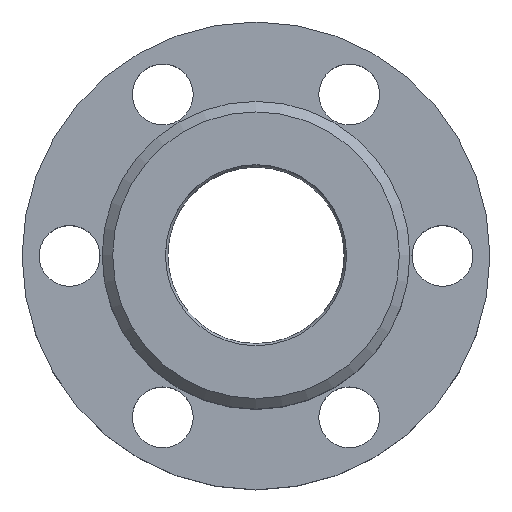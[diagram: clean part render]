
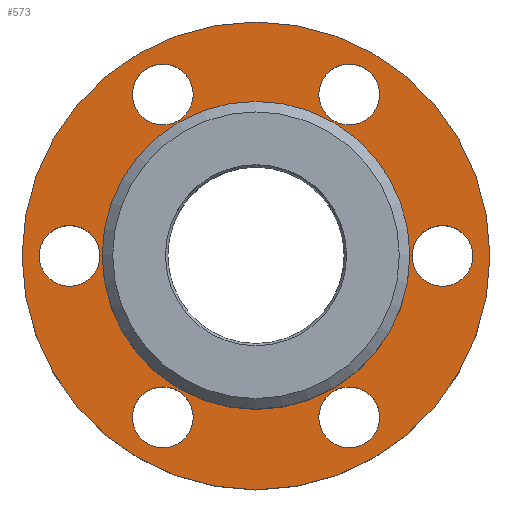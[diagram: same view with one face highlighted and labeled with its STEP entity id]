
A CAD part, top view. The second image highlights one B-rep face of the part: STEP entity #573.
In plain terms, the highlighted planar face has unit normal (0, 0, 1).
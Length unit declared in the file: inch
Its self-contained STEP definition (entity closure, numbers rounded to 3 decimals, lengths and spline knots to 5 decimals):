
#30=PLANE('',#661);
#57=FACE_BOUND('',#171,.T.);
#58=FACE_BOUND('',#172,.T.);
#59=FACE_BOUND('',#173,.T.);
#60=FACE_BOUND('',#174,.T.);
#61=FACE_BOUND('',#175,.T.);
#62=FACE_BOUND('',#176,.T.);
#63=FACE_BOUND('',#177,.T.);
#107=FACE_OUTER_BOUND('',#170,.T.);
#170=EDGE_LOOP('',(#423));
#171=EDGE_LOOP('',(#424));
#172=EDGE_LOOP('',(#425));
#173=EDGE_LOOP('',(#426));
#174=EDGE_LOOP('',(#427));
#175=EDGE_LOOP('',(#428));
#176=EDGE_LOOP('',(#429));
#177=EDGE_LOOP('',(#430));
#258=CIRCLE('',#662,0.665);
#259=CIRCLE('',#663,0.0865);
#260=CIRCLE('',#664,0.0865);
#261=CIRCLE('',#665,0.0865);
#262=CIRCLE('',#666,0.0865);
#263=CIRCLE('',#667,0.0865);
#264=CIRCLE('',#668,0.0865);
#265=CIRCLE('',#669,0.3775);
#309=VERTEX_POINT('',#970);
#310=VERTEX_POINT('',#972);
#311=VERTEX_POINT('',#974);
#312=VERTEX_POINT('',#976);
#313=VERTEX_POINT('',#978);
#314=VERTEX_POINT('',#980);
#315=VERTEX_POINT('',#982);
#316=VERTEX_POINT('',#984);
#360=EDGE_CURVE('',#309,#309,#258,.T.);
#361=EDGE_CURVE('',#310,#310,#259,.T.);
#362=EDGE_CURVE('',#311,#311,#260,.T.);
#363=EDGE_CURVE('',#312,#312,#261,.T.);
#364=EDGE_CURVE('',#313,#313,#262,.T.);
#365=EDGE_CURVE('',#314,#314,#263,.T.);
#366=EDGE_CURVE('',#315,#315,#264,.T.);
#367=EDGE_CURVE('',#316,#316,#265,.T.);
#423=ORIENTED_EDGE('',*,*,#360,.F.);
#424=ORIENTED_EDGE('',*,*,#361,.T.);
#425=ORIENTED_EDGE('',*,*,#362,.T.);
#426=ORIENTED_EDGE('',*,*,#363,.T.);
#427=ORIENTED_EDGE('',*,*,#364,.T.);
#428=ORIENTED_EDGE('',*,*,#365,.T.);
#429=ORIENTED_EDGE('',*,*,#366,.T.);
#430=ORIENTED_EDGE('',*,*,#367,.T.);
#573=ADVANCED_FACE('',(#107,#57,#58,#59,#60,#61,#62,#63),#30,.F.);
#661=AXIS2_PLACEMENT_3D('',#969,#791,#792);
#662=AXIS2_PLACEMENT_3D('',#971,#793,#794);
#663=AXIS2_PLACEMENT_3D('',#973,#795,#796);
#664=AXIS2_PLACEMENT_3D('',#975,#797,#798);
#665=AXIS2_PLACEMENT_3D('',#977,#799,#800);
#666=AXIS2_PLACEMENT_3D('',#979,#801,#802);
#667=AXIS2_PLACEMENT_3D('',#981,#803,#804);
#668=AXIS2_PLACEMENT_3D('',#983,#805,#806);
#669=AXIS2_PLACEMENT_3D('',#985,#807,#808);
#791=DIRECTION('center_axis',(0.,0.,-1.));
#792=DIRECTION('ref_axis',(-0.866,0.5,0.));
#793=DIRECTION('center_axis',(0.,0.,-1.));
#794=DIRECTION('ref_axis',(-0.866,0.5,0.));
#795=DIRECTION('center_axis',(0.,0.,-1.));
#796=DIRECTION('ref_axis',(-0.866,-0.5,0.));
#797=DIRECTION('center_axis',(0.,0.,-1.));
#798=DIRECTION('ref_axis',(-0.866,0.5,0.));
#799=DIRECTION('center_axis',(0.,0.,-1.));
#800=DIRECTION('ref_axis',(0.,1.,0.));
#801=DIRECTION('center_axis',(0.,0.,-1.));
#802=DIRECTION('ref_axis',(0.866,0.5,0.));
#803=DIRECTION('center_axis',(0.,0.,-1.));
#804=DIRECTION('ref_axis',(0.,-1.,0.));
#805=DIRECTION('center_axis',(0.,0.,-1.));
#806=DIRECTION('ref_axis',(0.866,-0.5,0.));
#807=DIRECTION('center_axis',(0.,0.,-1.));
#808=DIRECTION('ref_axis',(0.866,-0.5,0.));
#969=CARTESIAN_POINT('Origin',(0.,0.,0.));
#970=CARTESIAN_POINT('',(0.57591,-0.3325,0.));
#971=CARTESIAN_POINT('Origin',(0.,0.,0.));
#972=CARTESIAN_POINT('',(-0.19009,0.50224,0.));
#973=CARTESIAN_POINT('Origin',(-0.265,0.45899,0.));
#974=CARTESIAN_POINT('',(0.33991,0.41574,0.));
#975=CARTESIAN_POINT('Origin',(0.265,0.45899,0.));
#976=CARTESIAN_POINT('',(0.53,-0.0865,0.));
#977=CARTESIAN_POINT('Origin',(0.53,0.,0.));
#978=CARTESIAN_POINT('',(0.19009,-0.50224,0.));
#979=CARTESIAN_POINT('Origin',(0.265,-0.45899,0.));
#980=CARTESIAN_POINT('',(-0.53,0.0865,0.));
#981=CARTESIAN_POINT('Origin',(-0.53,0.,0.));
#982=CARTESIAN_POINT('',(-0.33991,-0.41574,0.));
#983=CARTESIAN_POINT('Origin',(-0.265,-0.45899,0.));
#984=CARTESIAN_POINT('',(0.32692,-0.18875,0.));
#985=CARTESIAN_POINT('Origin',(0.,0.,0.));
